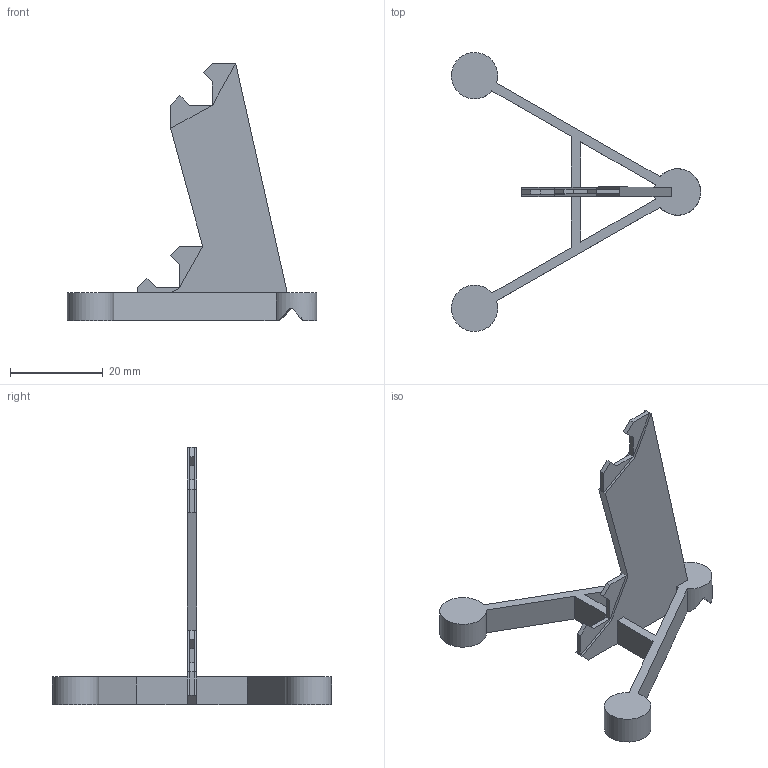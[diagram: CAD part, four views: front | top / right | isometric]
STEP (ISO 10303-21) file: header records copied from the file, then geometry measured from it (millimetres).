
FILE_DESCRIPTION(('Open CASCADE Model'),'2;1');
FILE_NAME('Open CASCADE Shape Model','2025-06-28T20:32:54',('Author'),( 'Open CASCADE'),'Open CASCADE STEP processor 7.7','Open CASCADE 7.7' ,'Unknown');
FILE_SCHEMA(('AUTOMOTIVE_DESIGN { 1 0 10303 214 1 1 1 1 }'));
Length unit declared in the file: millimetre
Products named in the file (1): Open CASCADE STEP translator 7.7 609
Bounding box: 53.7 x 60.11 x 55.4 mm (x, y, z)
Volume: 4370.5 mm3; surface area: 4847 mm2
Topology: 1 solids, 1 shells, 78 faces, 200 edges, 124 vertices
Faces by surface type: plane 61, bspline 9, cylinder 5, revolution 3
Entity records: 7047 total; most frequent: CARTESIAN_POINT 3163, DIRECTION 657, LINE 479, VECTOR 479, ORIENTED_EDGE 400, PCURVE 400, DEFINITIONAL_REPRESENTATION 400, EDGE_CURVE 200
